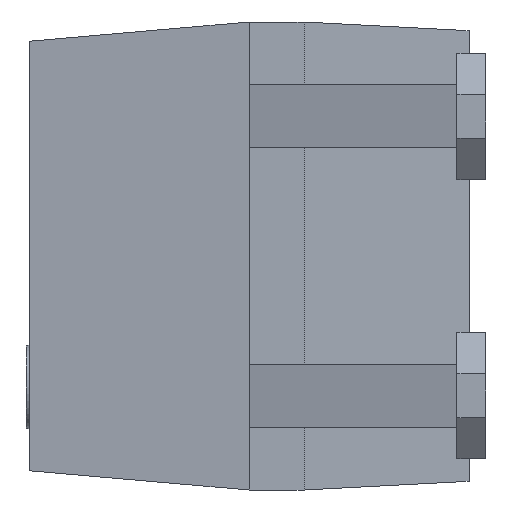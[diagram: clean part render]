
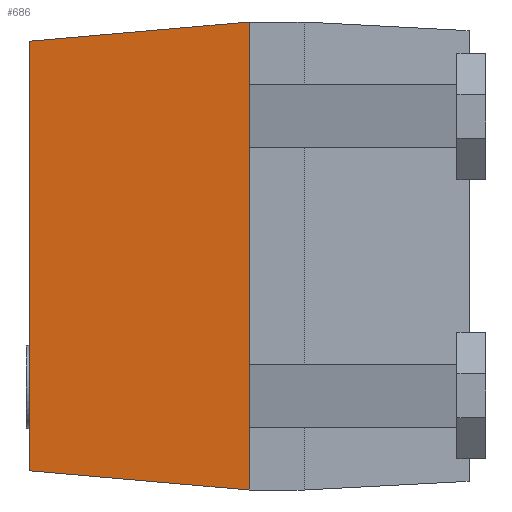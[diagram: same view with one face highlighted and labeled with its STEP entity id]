
A CAD part, left-side view. The second image highlights one B-rep face of the part: STEP entity #686.
In plain terms, the highlighted planar face has unit normal (-0.996, 0.087, 0).
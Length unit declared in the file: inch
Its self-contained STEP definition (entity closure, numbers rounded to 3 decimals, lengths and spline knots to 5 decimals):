
#228 = ORIENTED_EDGE ( 'NONE', *, *, #1903, .T. ) ;
#254 = CARTESIAN_POINT ( 'NONE',  ( -0.12121, 0.07874, -0.06132 ) ) ;
#315 = VERTEX_POINT ( 'NONE', #2070 ) ;
#327 = EDGE_CURVE ( 'NONE', #2918, #1537, #1585, .T. ) ;
#412 = CARTESIAN_POINT ( 'NONE',  ( -0.12121, 0.07874, 0.0838 ) ) ;
#530 = AXIS2_PLACEMENT_3D ( 'NONE', #2145, #2158, #1655 ) ;
#666 = DIRECTION ( 'NONE',  ( 0., 0., 1. ) ) ;
#686 = ADVANCED_FACE ( 'NONE', ( #3303 ), #1596, .T. ) ;
#714 = VERTEX_POINT ( 'NONE', #254 ) ;
#717 = DIRECTION ( 'NONE',  ( 0., 0., 1. ) ) ;
#777 = LINE ( 'NONE', #892, #3065 ) ;
#885 = EDGE_CURVE ( 'NONE', #1510, #315, #2135, .T. ) ;
#892 = CARTESIAN_POINT ( 'NONE',  ( -0.12121, 0.07874, 0.0838 ) ) ;
#954 = CARTESIAN_POINT ( 'NONE',  ( -0.12121, 0.07874, -0.0838 ) ) ;
#965 = VECTOR ( 'NONE', #3335, 39.37008 ) ;
#979 = CARTESIAN_POINT ( 'NONE',  ( -0.11432, 0.15748, -0.07691 ) ) ;
#1017 = CARTESIAN_POINT ( 'NONE',  ( -0.11432, 0.15748, 0. ) ) ;
#1060 = VECTOR ( 'NONE', #2916, 39.37008 ) ;
#1092 = ORIENTED_EDGE ( 'NONE', *, *, #327, .T. ) ;
#1170 = CARTESIAN_POINT ( 'NONE',  ( -0.11432, 0.15748, 0.07691 ) ) ;
#1335 = DIRECTION ( 'NONE',  ( -0.087, -0.992, 0.087 ) ) ;
#1510 = VERTEX_POINT ( 'NONE', #979 ) ;
#1537 = VERTEX_POINT ( 'NONE', #2590 ) ;
#1547 = ORIENTED_EDGE ( 'NONE', *, *, #2142, .F. ) ;
#1585 = LINE ( 'NONE', #412, #2917 ) ;
#1596 = PLANE ( 'NONE',  #530 ) ;
#1655 = DIRECTION ( 'NONE',  ( -0.087, -0.996, 0. ) ) ;
#1656 = CARTESIAN_POINT ( 'NONE',  ( -0.12121, 0.07874, -0.07264 ) ) ;
#1903 = EDGE_CURVE ( 'NONE', #714, #2918, #2065, .T. ) ;
#1905 = VERTEX_POINT ( 'NONE', #1170 ) ;
#1917 = LINE ( 'NONE', #2731, #3114 ) ;
#2065 = LINE ( 'NONE', #1656, #2958 ) ;
#2067 = ORIENTED_EDGE ( 'NONE', *, *, #885, .T. ) ;
#2070 = CARTESIAN_POINT ( 'NONE',  ( -0.12121, 0.07874, -0.0838 ) ) ;
#2135 = LINE ( 'NONE', #954, #965 ) ;
#2142 = EDGE_CURVE ( 'NONE', #1510, #1905, #3198, .T. ) ;
#2145 = CARTESIAN_POINT ( 'NONE',  ( -0.12121, 0.07874, -0.0838 ) ) ;
#2158 = DIRECTION ( 'NONE',  ( -0.996, 0.087, 0. ) ) ;
#2199 = ORIENTED_EDGE ( 'NONE', *, *, #2284, .T. ) ;
#2284 = EDGE_CURVE ( 'NONE', #315, #714, #777, .T. ) ;
#2590 = CARTESIAN_POINT ( 'NONE',  ( -0.12121, 0.07874, 0.0838 ) ) ;
#2622 = EDGE_LOOP ( 'NONE', ( #2199, #228, #1092, #3034, #1547, #2067 ) ) ;
#2731 = CARTESIAN_POINT ( 'NONE',  ( -0.11938, 0.09963, 0.08198 ) ) ;
#2916 = DIRECTION ( 'NONE',  ( 0., 0., 1. ) ) ;
#2917 = VECTOR ( 'NONE', #717, 39.37008 ) ;
#2918 = VERTEX_POINT ( 'NONE', #2987 ) ;
#2958 = VECTOR ( 'NONE', #666, 39.37008 ) ;
#2959 = EDGE_CURVE ( 'NONE', #1905, #1537, #1917, .T. ) ;
#2987 = CARTESIAN_POINT ( 'NONE',  ( -0.12121, 0.07874, -0.03868 ) ) ;
#3006 = DIRECTION ( 'NONE',  ( 0., 0., 1. ) ) ;
#3034 = ORIENTED_EDGE ( 'NONE', *, *, #2959, .F. ) ;
#3065 = VECTOR ( 'NONE', #3006, 39.37008 ) ;
#3114 = VECTOR ( 'NONE', #1335, 39.37008 ) ;
#3198 = LINE ( 'NONE', #1017, #1060 ) ;
#3303 = FACE_OUTER_BOUND ( 'NONE', #2622, .T. ) ;
#3335 = DIRECTION ( 'NONE',  ( -0.087, -0.992, -0.087 ) ) ;
